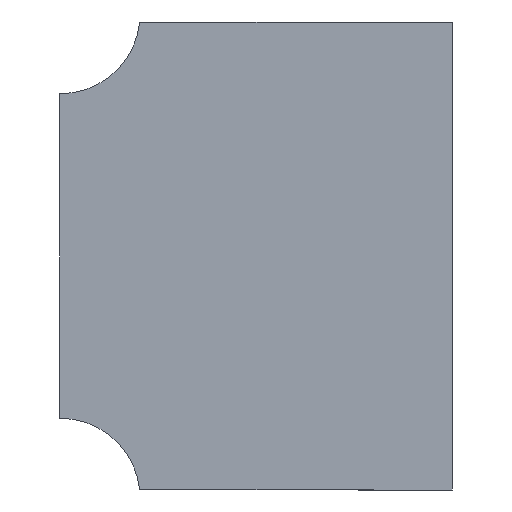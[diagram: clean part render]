
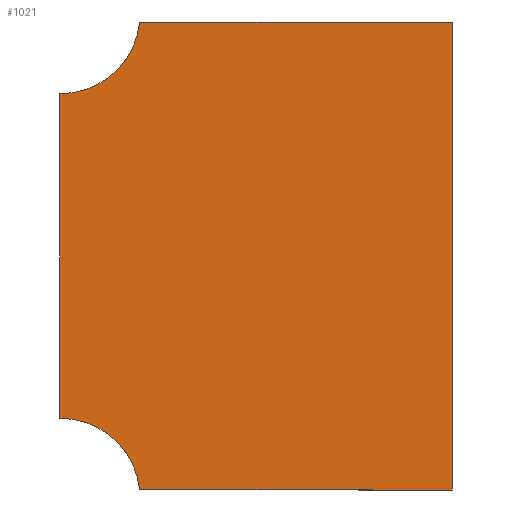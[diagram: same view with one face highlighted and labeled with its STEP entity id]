
A CAD part, front view. The second image highlights one B-rep face of the part: STEP entity #1021.
In plain terms, the highlighted planar face has unit normal (0, -1, 0).
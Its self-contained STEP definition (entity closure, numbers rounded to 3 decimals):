
#34 = DIRECTION ( 'NONE',  ( 0., -1., 0. ) ) ;
#66 = ORIENTED_EDGE ( 'NONE', *, *, #118, .F. ) ;
#69 = CIRCLE ( 'NONE', #974, 10. ) ;
#89 = VERTEX_POINT ( 'NONE', #327 ) ;
#90 = LINE ( 'NONE', #475, #1187 ) ;
#94 = ORIENTED_EDGE ( 'NONE', *, *, #305, .F. ) ;
#109 = VECTOR ( 'NONE', #312, 1000. ) ;
#118 = EDGE_CURVE ( 'NONE', #718, #259, #674, .T. ) ;
#125 = FACE_OUTER_BOUND ( 'NONE', #606, .T. ) ;
#142 = CARTESIAN_POINT ( 'NONE',  ( -49., 0., -49.45 ) ) ;
#158 = VERTEX_POINT ( 'NONE', #694 ) ;
#162 = ORIENTED_EDGE ( 'NONE', *, *, #681, .F. ) ;
#182 = DIRECTION ( 'NONE',  ( 0., 0., 1. ) ) ;
#189 = PLANE ( 'NONE',  #287 ) ;
#259 = VERTEX_POINT ( 'NONE', #1078 ) ;
#261 = DIRECTION ( 'NONE',  ( -1., 0., 0. ) ) ;
#278 = ORIENTED_EDGE ( 'NONE', *, *, #355, .F. ) ;
#287 = AXIS2_PLACEMENT_3D ( 'NONE', #741, #34, #665 ) ;
#305 = EDGE_CURVE ( 'NONE', #1168, #420, #358, .T. ) ;
#306 = VERTEX_POINT ( 'NONE', #634 ) ;
#310 = CARTESIAN_POINT ( 'NONE',  ( 0., 0., 0. ) ) ;
#312 = DIRECTION ( 'NONE',  ( 1., 0., 0. ) ) ;
#327 = CARTESIAN_POINT ( 'NONE',  ( -39., 0., 0. ) ) ;
#330 = LINE ( 'NONE', #947, #745 ) ;
#355 = EDGE_CURVE ( 'NONE', #719, #1168, #90, .T. ) ;
#358 = LINE ( 'NONE', #721, #1164 ) ;
#391 = DIRECTION ( 'NONE',  ( 0., 1., 0. ) ) ;
#397 = CIRCLE ( 'NONE', #1123, 10. ) ;
#404 = LINE ( 'NONE', #963, #109 ) ;
#412 = ORIENTED_EDGE ( 'NONE', *, *, #507, .F. ) ;
#420 = VERTEX_POINT ( 'NONE', #841 ) ;
#421 = EDGE_CURVE ( 'NONE', #718, #420, #69, .T. ) ;
#465 = DIRECTION ( 'NONE',  ( 0., 0., -1. ) ) ;
#475 = CARTESIAN_POINT ( 'NONE',  ( 0., 0., -58.4 ) ) ;
#491 = CARTESIAN_POINT ( 'NONE',  ( -48.945, 0., 1.05 ) ) ;
#507 = EDGE_CURVE ( 'NONE', #306, #158, #404, .T. ) ;
#523 = EDGE_CURVE ( 'NONE', #89, #158, #397, .T. ) ;
#584 = VECTOR ( 'NONE', #609, 1000. ) ;
#606 = EDGE_LOOP ( 'NONE', ( #679, #66, #829, #94, #278, #162, #964, #412 ) ) ;
#609 = DIRECTION ( 'NONE',  ( -1., 0., 0. ) ) ;
#634 = CARTESIAN_POINT ( 'NONE',  ( -49., 0., -8.95 ) ) ;
#665 = DIRECTION ( 'NONE',  ( 0., 0., -1. ) ) ;
#674 = LINE ( 'NONE', #142, #584 ) ;
#679 = ORIENTED_EDGE ( 'NONE', *, *, #1068, .F. ) ;
#681 = EDGE_CURVE ( 'NONE', #89, #719, #330, .T. ) ;
#694 = CARTESIAN_POINT ( 'NONE',  ( -48.945, 0., -8.95 ) ) ;
#718 = VERTEX_POINT ( 'NONE', #764 ) ;
#719 = VERTEX_POINT ( 'NONE', #310 ) ;
#721 = CARTESIAN_POINT ( 'NONE',  ( -39., 0., -58.4 ) ) ;
#729 = VECTOR ( 'NONE', #182, 1000. ) ;
#741 = CARTESIAN_POINT ( 'NONE',  ( 0., 0., 0. ) ) ;
#743 = CARTESIAN_POINT ( 'NONE',  ( -48.945, 0., -59.45 ) ) ;
#745 = VECTOR ( 'NONE', #973, 1000. ) ;
#755 = DIRECTION ( 'NONE',  ( 0., 0., -1. ) ) ;
#764 = CARTESIAN_POINT ( 'NONE',  ( -48.945, 0., -49.45 ) ) ;
#829 = ORIENTED_EDGE ( 'NONE', *, *, #421, .T. ) ;
#841 = CARTESIAN_POINT ( 'NONE',  ( -39., 0., -58.4 ) ) ;
#887 = CARTESIAN_POINT ( 'NONE',  ( 0., 0., -58.4 ) ) ;
#922 = LINE ( 'NONE', #1007, #729 ) ;
#947 = CARTESIAN_POINT ( 'NONE',  ( 0., 0., 0. ) ) ;
#963 = CARTESIAN_POINT ( 'NONE',  ( -39., 0., -8.95 ) ) ;
#964 = ORIENTED_EDGE ( 'NONE', *, *, #523, .T. ) ;
#973 = DIRECTION ( 'NONE',  ( 1., 0., 0. ) ) ;
#974 = AXIS2_PLACEMENT_3D ( 'NONE', #743, #1109, #465 ) ;
#1007 = CARTESIAN_POINT ( 'NONE',  ( -49., 0., -8.95 ) ) ;
#1021 = ADVANCED_FACE ( 'NONE', ( #125 ), #189, .T. ) ;
#1068 = EDGE_CURVE ( 'NONE', #259, #306, #922, .T. ) ;
#1078 = CARTESIAN_POINT ( 'NONE',  ( -49., 0., -49.45 ) ) ;
#1109 = DIRECTION ( 'NONE',  ( 0., 1., 0. ) ) ;
#1123 = AXIS2_PLACEMENT_3D ( 'NONE', #491, #391, #755 ) ;
#1164 = VECTOR ( 'NONE', #261, 1000. ) ;
#1168 = VERTEX_POINT ( 'NONE', #887 ) ;
#1187 = VECTOR ( 'NONE', #1190, 1000. ) ;
#1190 = DIRECTION ( 'NONE',  ( 0., 0., -1. ) ) ;
